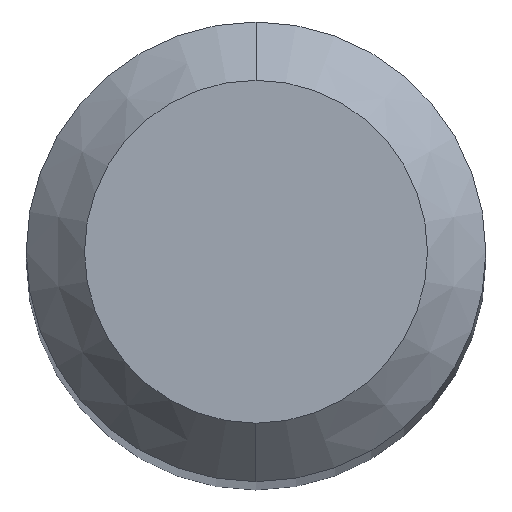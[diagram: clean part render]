
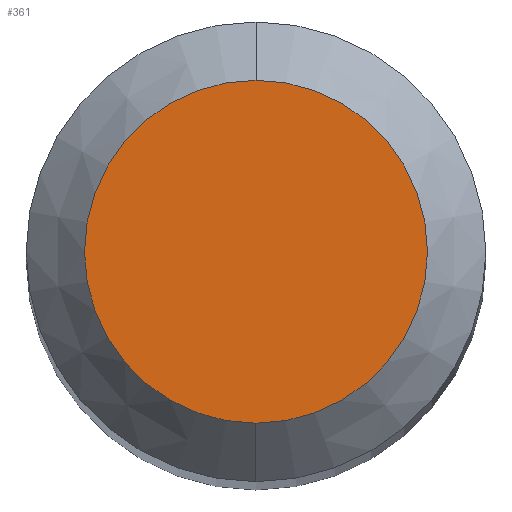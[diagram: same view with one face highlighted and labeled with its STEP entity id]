
A CAD part, top view. The second image highlights one B-rep face of the part: STEP entity #361.
In plain terms, the highlighted planar face has unit normal (0, 0, 1).
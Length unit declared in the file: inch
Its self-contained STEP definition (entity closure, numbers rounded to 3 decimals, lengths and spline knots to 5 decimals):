
#6 = EDGE_CURVE ( 'NONE', #43, #257, #79, .T. ) ;
#14 = CARTESIAN_POINT ( 'NONE',  ( 0., 0.04405, 0. ) ) ;
#21 = EDGE_LOOP ( 'NONE', ( #332, #220 ) ) ;
#34 = DIRECTION ( 'NONE',  ( 0., 0., 1. ) ) ;
#43 = VERTEX_POINT ( 'NONE', #151 ) ;
#55 = FACE_OUTER_BOUND ( 'NONE', #21, .T. ) ;
#70 = AXIS2_PLACEMENT_3D ( 'NONE', #14, #290, #409 ) ;
#75 = CARTESIAN_POINT ( 'NONE',  ( 0., 0., 0. ) ) ;
#79 = CIRCLE ( 'NONE', #299, 0.04405 ) ;
#94 = EDGE_CURVE ( 'NONE', #257, #43, #383, .T. ) ;
#97 = DIRECTION ( 'NONE',  ( 0., -1., 0. ) ) ;
#151 = CARTESIAN_POINT ( 'NONE',  ( 0., 0.04405, 0. ) ) ;
#157 = AXIS2_PLACEMENT_3D ( 'NONE', #75, #34, #278 ) ;
#220 = ORIENTED_EDGE ( 'NONE', *, *, #94, .T. ) ;
#257 = VERTEX_POINT ( 'NONE', #483 ) ;
#278 = DIRECTION ( 'NONE',  ( 0., -1., 0. ) ) ;
#290 = DIRECTION ( 'NONE',  ( 0., 0., -1. ) ) ;
#299 = AXIS2_PLACEMENT_3D ( 'NONE', #448, #480, #97 ) ;
#332 = ORIENTED_EDGE ( 'NONE', *, *, #6, .T. ) ;
#361 = ADVANCED_FACE ( 'NONE', ( #55 ), #367, .F. ) ;
#367 = PLANE ( 'NONE',  #70 ) ;
#383 = CIRCLE ( 'NONE', #157, 0.04405 ) ;
#409 = DIRECTION ( 'NONE',  ( 0., 1., 0. ) ) ;
#448 = CARTESIAN_POINT ( 'NONE',  ( 0., 0., 0. ) ) ;
#480 = DIRECTION ( 'NONE',  ( 0., 0., 1. ) ) ;
#483 = CARTESIAN_POINT ( 'NONE',  ( 0., -0.04405, 0. ) ) ;
